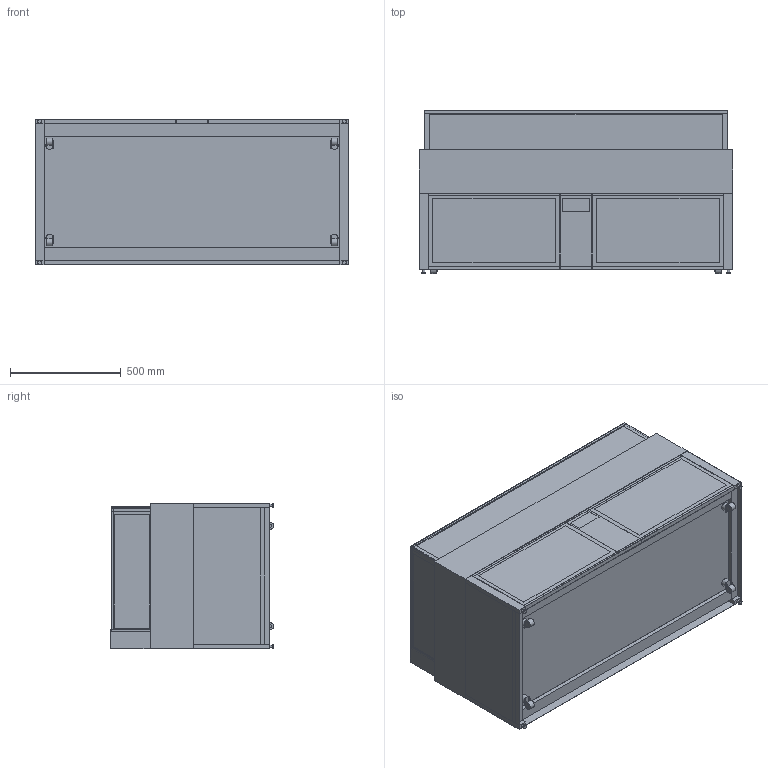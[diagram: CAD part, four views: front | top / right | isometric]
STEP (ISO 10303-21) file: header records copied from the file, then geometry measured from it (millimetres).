
FILE_DESCRIPTION(/* description */ ('vereinfachtes Modell '),/* implementation_level */ '2;1');
FILE_NAME(/* name */ '3D-AKE-00027579.stp',/* time_stamp */ '2024-03-19T09:56:00+01:00',/* author */ ('julian.lux'),/* organization */ (''),/* preprocessor_version */ 'ST-DEVELOPER v18.1',/* originating_system */ 'Autodesk Inventor 2020',/* authorisation */ '');
FILE_SCHEMA (('AUTOMOTIVE_DESIGN { 1 0 10303 214 3 1 1 }'));
Length unit declared in the file: millimetre
Products named in the file (1): 3D-AKE-00027579
Bounding box: 1420 x 738.7 x 660 mm (x, y, z)
Volume: 128941347.2 mm3; surface area: 13514294.7 mm2
Topology: 51 solids, 51 shells, 397 faces, 884 edges, 596 vertices
Faces by surface type: plane 363, cylinder 34
Full cylindrical faces by diameter (mm): 12 x4, 18 x4, 33 x4, 35 x4
Entity records: 10897 total; most frequent: CARTESIAN_POINT 1878, DIRECTION 1778, ORIENTED_EDGE 1768, EDGE_CURVE 884, LINE 786, VECTOR 786, VERTEX_POINT 596, AXIS2_PLACEMENT_3D 496
